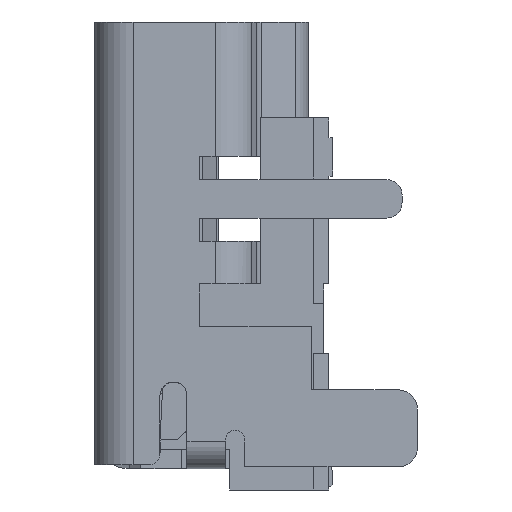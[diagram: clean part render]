
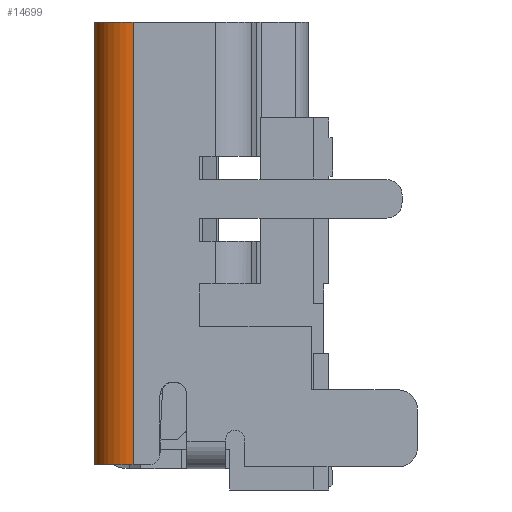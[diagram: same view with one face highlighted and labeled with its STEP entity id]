
A CAD part, left-side view. The second image highlights one B-rep face of the part: STEP entity #14699.
In plain terms, the highlighted cylindrical face has radius 1 mm (diameter 2 mm), a partial arc.
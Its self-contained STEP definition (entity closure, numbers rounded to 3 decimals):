
#443 = DIRECTION ( 'NONE',  ( -1., 0., 0. ) ) ;
#507 = DIRECTION ( 'NONE',  ( -1., 0., 0. ) ) ;
#3780 = CARTESIAN_POINT ( 'NONE',  ( -7.719, -2.292, 0.65 ) ) ;
#3888 = DIRECTION ( 'NONE',  ( 0., 0., 1. ) ) ;
#4098 = EDGE_CURVE ( 'NONE', #29430, #9292, #10989, .T. ) ;
#5045 = VECTOR ( 'NONE', #21568, 1000. ) ;
#5263 = ORIENTED_EDGE ( 'NONE', *, *, #13323, .T. ) ;
#8329 = DIRECTION ( 'NONE',  ( 0., 0., 1. ) ) ;
#8876 = FACE_OUTER_BOUND ( 'NONE', #25386, .T. ) ;
#9059 = ORIENTED_EDGE ( 'NONE', *, *, #32202, .F. ) ;
#9137 = AXIS2_PLACEMENT_3D ( 'NONE', #15536, #28072, #507 ) ;
#9292 = VERTEX_POINT ( 'NONE', #12461 ) ;
#10514 = VECTOR ( 'NONE', #3888, 1000. ) ;
#10989 = CIRCLE ( 'NONE', #18574, 1. ) ;
#12461 = CARTESIAN_POINT ( 'NONE',  ( -7.719, -2.292, 12.15 ) ) ;
#13323 = EDGE_CURVE ( 'NONE', #29430, #28437, #25059, .T. ) ;
#13687 = CARTESIAN_POINT ( 'NONE',  ( -6.719, -1.292, 0.65 ) ) ;
#14136 = CIRCLE ( 'NONE', #25889, 1. ) ;
#14699 = ADVANCED_FACE ( 'NONE', ( #8876 ), #14745, .T. ) ;
#14745 = CYLINDRICAL_SURFACE ( 'NONE', #9137, 1. ) ;
#15472 = DIRECTION ( 'NONE',  ( 0., 0., -1. ) ) ;
#15536 = CARTESIAN_POINT ( 'NONE',  ( -6.719, -2.292, 12.15 ) ) ;
#15553 = CARTESIAN_POINT ( 'NONE',  ( -7.719, -2.292, 0.65 ) ) ;
#16445 = CARTESIAN_POINT ( 'NONE',  ( -6.719, -1.292, 12.15 ) ) ;
#17163 = LINE ( 'NONE', #3780, #10514 ) ;
#18048 = ORIENTED_EDGE ( 'NONE', *, *, #18813, .T. ) ;
#18574 = AXIS2_PLACEMENT_3D ( 'NONE', #23370, #8329, #25884 ) ;
#18813 = EDGE_CURVE ( 'NONE', #31377, #9292, #17163, .T. ) ;
#19043 = CARTESIAN_POINT ( 'NONE',  ( -6.719, -1.292, 12.15 ) ) ;
#21568 = DIRECTION ( 'NONE',  ( 0., 0., -1. ) ) ;
#23370 = CARTESIAN_POINT ( 'NONE',  ( -6.719, -2.292, 12.15 ) ) ;
#25059 = LINE ( 'NONE', #19043, #5045 ) ;
#25386 = EDGE_LOOP ( 'NONE', ( #9059, #18048, #29261, #5263 ) ) ;
#25884 = DIRECTION ( 'NONE',  ( 0., 1., 0. ) ) ;
#25889 = AXIS2_PLACEMENT_3D ( 'NONE', #30526, #15472, #443 ) ;
#28072 = DIRECTION ( 'NONE',  ( 0., 0., 1. ) ) ;
#28437 = VERTEX_POINT ( 'NONE', #13687 ) ;
#29261 = ORIENTED_EDGE ( 'NONE', *, *, #4098, .F. ) ;
#29430 = VERTEX_POINT ( 'NONE', #16445 ) ;
#30526 = CARTESIAN_POINT ( 'NONE',  ( -6.719, -2.292, 0.65 ) ) ;
#31377 = VERTEX_POINT ( 'NONE', #15553 ) ;
#32202 = EDGE_CURVE ( 'NONE', #31377, #28437, #14136, .T. ) ;
